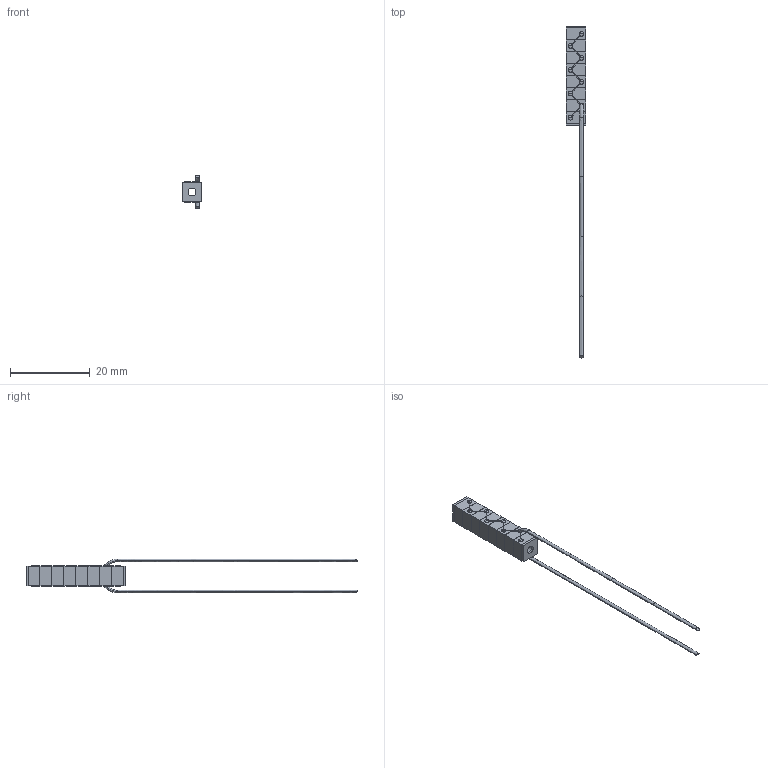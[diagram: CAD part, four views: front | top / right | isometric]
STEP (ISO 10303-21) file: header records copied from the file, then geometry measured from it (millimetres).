
FILE_DESCRIPTION (( 'STEP AP214' ), '1' );
FILE_NAME ('CTN009439.STEP', '2016-11-30T08:31:53', ( '' ), ( '' ), 'SwSTEP 2.0', 'SolidWorks 2016', '' );
FILE_SCHEMA (( 'AUTOMOTIVE_DESIGN' ));
Length unit declared in the file: millimetre
Products named in the file (1): CTN009439
Bounding box: 5 x 83.23 x 8.46 mm (x, y, z)
Volume: 1140 mm3; surface area: 2447.1 mm2
Topology: 4 solids, 4 shells, 306 faces, 884 edges, 586 vertices
Faces by surface type: plane 154, cylinder 84, bspline 36, sphere 32
Entity records: 14641 total; most frequent: CARTESIAN_POINT 5119, ORIENTED_EDGE 1768, DIRECTION 1410, EDGE_CURVE 884, VERTEX_POINT 586, AXIS2_PLACEMENT_3D 495, LINE 420, VECTOR 420
